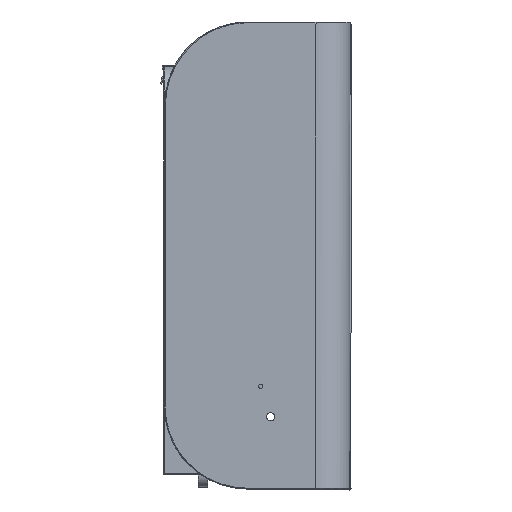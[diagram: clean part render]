
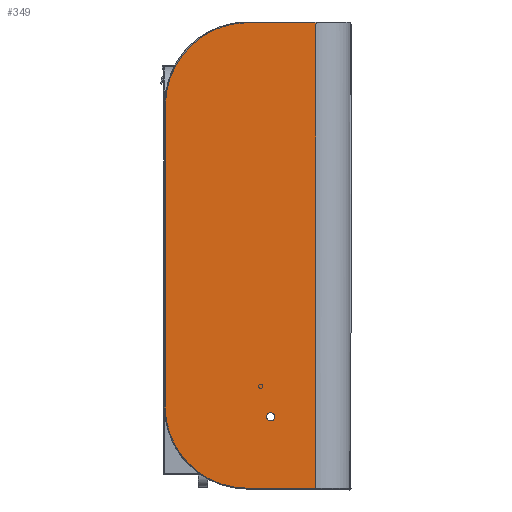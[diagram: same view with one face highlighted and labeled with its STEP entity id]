
A CAD part, left-side view. The second image highlights one B-rep face of the part: STEP entity #349.
In plain terms, the highlighted face is planar.
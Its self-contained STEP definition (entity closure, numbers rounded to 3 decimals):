
#149=FACE_BOUND('',#2366,.T.);
#349=ADVANCED_FACE('',(#1350,#149),#15203,.T.);
#1350=FACE_OUTER_BOUND('',#2365,.T.);
#2365=EDGE_LOOP('',(#3736,#3737,#3738,#3739,#3740,#3741));
#2366=EDGE_LOOP('',(#3742,#3743));
#3736=ORIENTED_EDGE('',*,*,#8712,.F.);
#3737=ORIENTED_EDGE('',*,*,#8682,.F.);
#3738=ORIENTED_EDGE('',*,*,#8715,.F.);
#3739=ORIENTED_EDGE('',*,*,#8683,.F.);
#3740=ORIENTED_EDGE('',*,*,#8679,.F.);
#3741=ORIENTED_EDGE('',*,*,#8684,.F.);
#3742=ORIENTED_EDGE('',*,*,#8737,.F.);
#3743=ORIENTED_EDGE('',*,*,#8653,.T.);
#8653=EDGE_CURVE('',#13686,#13687,#12564,.T.);
#8679=EDGE_CURVE('',#13712,#13713,#11131,.T.);
#8682=EDGE_CURVE('',#13716,#13714,#11132,.T.);
#8683=EDGE_CURVE('',#13713,#13717,#11133,.T.);
#8684=EDGE_CURVE('',#13715,#13712,#11134,.T.);
#8712=EDGE_CURVE('',#13714,#13715,#12577,.T.);
#8715=EDGE_CURVE('',#13717,#13716,#12578,.T.);
#8737=EDGE_CURVE('',#13686,#13687,#12582,.T.);
#11131=B_SPLINE_CURVE_WITH_KNOTS('',1,(#19545,#19546),.UNSPECIFIED.,.F.,
 .F.,(2,2),(0.,560.),.UNSPECIFIED.);
#11132=B_SPLINE_CURVE_WITH_KNOTS('',1,(#19553,#19554),.UNSPECIFIED.,.F.,
 .F.,(2,2),(-362.,0.),.UNSPECIFIED.);
#11133=B_SPLINE_CURVE_WITH_KNOTS('',1,(#19555,#19556),.UNSPECIFIED.,.F.,
 .F.,(2,2),(-82.,0.),.UNSPECIFIED.);
#11134=B_SPLINE_CURVE_WITH_KNOTS('',1,(#19557,#19558),.UNSPECIFIED.,.F.,
 .F.,(2,2),(-82.,0.),.UNSPECIFIED.);
#12564=(
BOUNDED_CURVE()
B_SPLINE_CURVE(2,(#19485,#19486,#19487,#19488,#19489),.UNSPECIFIED.,.F.,
 .F.)
B_SPLINE_CURVE_WITH_KNOTS((3,2,3),(-15.708,-7.854,0.),
 .UNSPECIFIED.)
CURVE()
GEOMETRIC_REPRESENTATION_ITEM()
RATIONAL_B_SPLINE_CURVE((1.,0.707,1.,0.707,1.))
REPRESENTATION_ITEM('')
);
#12577=(
BOUNDED_CURVE()
B_SPLINE_CURVE(2,(#19620,#19621,#19622),.UNSPECIFIED.,.F.,.F.)
B_SPLINE_CURVE_WITH_KNOTS((3,3),(0.,155.509),.UNSPECIFIED.)
CURVE()
GEOMETRIC_REPRESENTATION_ITEM()
RATIONAL_B_SPLINE_CURVE((1.,0.707,1.))
REPRESENTATION_ITEM('')
);
#12578=(
BOUNDED_CURVE()
B_SPLINE_CURVE(2,(#19627,#19628,#19629),.UNSPECIFIED.,.F.,.F.)
B_SPLINE_CURVE_WITH_KNOTS((3,3),(0.,155.509),.UNSPECIFIED.)
CURVE()
GEOMETRIC_REPRESENTATION_ITEM()
RATIONAL_B_SPLINE_CURVE((1.,0.707,1.))
REPRESENTATION_ITEM('')
);
#12582=(
BOUNDED_CURVE()
B_SPLINE_CURVE(2,(#19675,#19676,#19677,#19678,#19679),.UNSPECIFIED.,.F.,
 .F.)
B_SPLINE_CURVE_WITH_KNOTS((3,2,3),(0.,7.854,15.708),
 .UNSPECIFIED.)
CURVE()
GEOMETRIC_REPRESENTATION_ITEM()
RATIONAL_B_SPLINE_CURVE((1.,0.707,1.,0.707,1.))
REPRESENTATION_ITEM('')
);
#13686=VERTEX_POINT('',#19325);
#13687=VERTEX_POINT('',#19326);
#13712=VERTEX_POINT('',#19351);
#13713=VERTEX_POINT('',#19352);
#13714=VERTEX_POINT('',#19353);
#13715=VERTEX_POINT('',#19354);
#13716=VERTEX_POINT('',#19355);
#13717=VERTEX_POINT('',#19356);
#15203=PLANE('',#16490);
#16490=AXIS2_PLACEMENT_3D('',#18922,#16927,$);
#16927=DIRECTION('',(1.,0.,0.));
#18922=CARTESIAN_POINT('',(296.,240.1,-617.));
#19325=CARTESIAN_POINT('',(296.,100.,-87.));
#19326=CARTESIAN_POINT('',(296.,90.,-87.));
#19351=CARTESIAN_POINT('',(296.,41.,-561.));
#19352=CARTESIAN_POINT('',(296.,41.,-1.));
#19353=CARTESIAN_POINT('',(296.,222.,-462.));
#19354=CARTESIAN_POINT('',(296.,123.,-561.));
#19355=CARTESIAN_POINT('',(296.,222.,-100.));
#19356=CARTESIAN_POINT('',(296.,123.,-1.));
#19485=CARTESIAN_POINT('',(296.,100.,-87.));
#19486=CARTESIAN_POINT('',(296.,100.,-92.));
#19487=CARTESIAN_POINT('',(296.,95.,-92.));
#19488=CARTESIAN_POINT('',(296.,90.,-92.));
#19489=CARTESIAN_POINT('',(296.,90.,-87.));
#19545=CARTESIAN_POINT('',(296.,41.,-561.));
#19546=CARTESIAN_POINT('',(296.,41.,-1.));
#19553=CARTESIAN_POINT('',(296.,222.,-100.));
#19554=CARTESIAN_POINT('',(296.,222.,-462.));
#19555=CARTESIAN_POINT('',(296.,41.,-1.));
#19556=CARTESIAN_POINT('',(296.,123.,-1.));
#19557=CARTESIAN_POINT('',(296.,123.,-561.));
#19558=CARTESIAN_POINT('',(296.,41.,-561.));
#19620=CARTESIAN_POINT('',(296.,222.,-462.));
#19621=CARTESIAN_POINT('',(296.,222.,-561.));
#19622=CARTESIAN_POINT('',(296.,123.,-561.));
#19627=CARTESIAN_POINT('',(296.,123.,-1.));
#19628=CARTESIAN_POINT('',(296.,222.,-1.));
#19629=CARTESIAN_POINT('',(296.,222.,-100.));
#19675=CARTESIAN_POINT('',(296.,100.,-87.));
#19676=CARTESIAN_POINT('',(296.,100.,-82.));
#19677=CARTESIAN_POINT('',(296.,95.,-82.));
#19678=CARTESIAN_POINT('',(296.,90.,-82.));
#19679=CARTESIAN_POINT('',(296.,90.,-87.));
